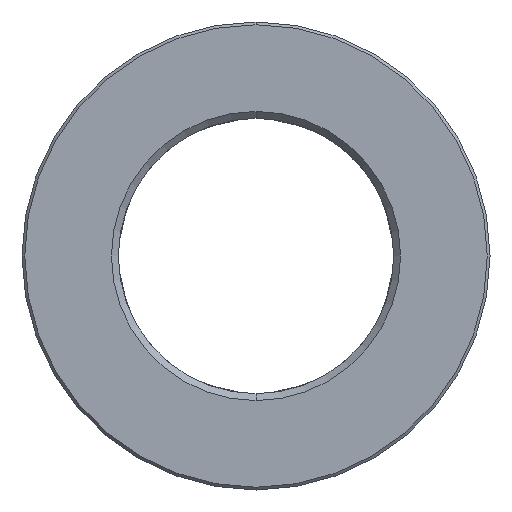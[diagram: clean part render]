
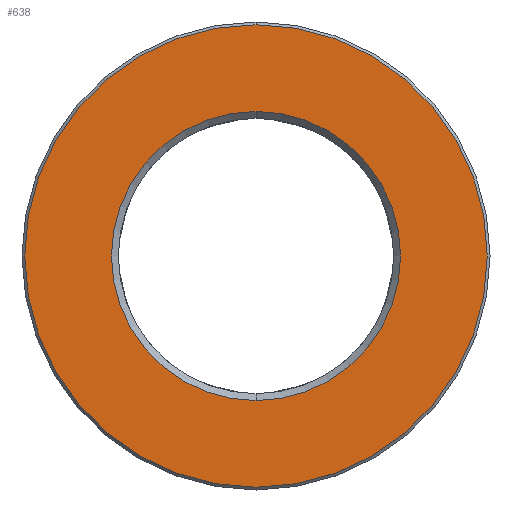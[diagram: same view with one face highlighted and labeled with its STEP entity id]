
A CAD part, front view. The second image highlights one B-rep face of the part: STEP entity #638.
In plain terms, the highlighted planar face has unit normal (0, -1, 0).
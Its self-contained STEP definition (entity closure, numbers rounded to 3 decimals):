
#78 = ORIENTED_EDGE ( 'NONE', *, *, #1328, .T. ) ;
#117 = FACE_BOUND ( 'NONE', #695, .T. ) ;
#192 = AXIS2_PLACEMENT_3D ( 'NONE', #1241, #817, #829 ) ;
#304 = CARTESIAN_POINT ( 'NONE',  ( 0., 0., 10.5 ) ) ;
#343 = AXIS2_PLACEMENT_3D ( 'NONE', #1041, #853, #1249 ) ;
#406 = CARTESIAN_POINT ( 'NONE',  ( 0., 0., -16.8 ) ) ;
#457 = EDGE_CURVE ( 'NONE', #1201, #879, #1171, .T. ) ;
#596 = VERTEX_POINT ( 'NONE', #1022 ) ;
#634 = AXIS2_PLACEMENT_3D ( 'NONE', #1264, #902, #1420 ) ;
#638 = ADVANCED_FACE ( 'NONE', ( #964, #117 ), #987, .F. ) ;
#695 = EDGE_LOOP ( 'NONE', ( #739, #779 ) ) ;
#739 = ORIENTED_EDGE ( 'NONE', *, *, #457, .T. ) ;
#779 = ORIENTED_EDGE ( 'NONE', *, *, #1200, .T. ) ;
#817 = DIRECTION ( 'NONE',  ( 0., -1., 0. ) ) ;
#829 = DIRECTION ( 'NONE',  ( 0., 0., 1. ) ) ;
#853 = DIRECTION ( 'NONE',  ( 0., -1., 0. ) ) ;
#876 = CARTESIAN_POINT ( 'NONE',  ( 10., 0., 0. ) ) ;
#879 = VERTEX_POINT ( 'NONE', #304 ) ;
#902 = DIRECTION ( 'NONE',  ( 0., 1., 0. ) ) ;
#923 = CIRCLE ( 'NONE', #192, 16.8 ) ;
#935 = DIRECTION ( 'NONE',  ( 0., 0., 1. ) ) ;
#955 = AXIS2_PLACEMENT_3D ( 'NONE', #876, #1476, #1577 ) ;
#964 = FACE_OUTER_BOUND ( 'NONE', #1252, .T. ) ;
#967 = ORIENTED_EDGE ( 'NONE', *, *, #1010, .T. ) ;
#976 = VERTEX_POINT ( 'NONE', #406 ) ;
#987 = PLANE ( 'NONE',  #955 ) ;
#1010 = EDGE_CURVE ( 'NONE', #976, #596, #923, .T. ) ;
#1018 = CARTESIAN_POINT ( 'NONE',  ( 0., 0., 0. ) ) ;
#1022 = CARTESIAN_POINT ( 'NONE',  ( 0., 0., 16.8 ) ) ;
#1029 = DIRECTION ( 'NONE',  ( 0., 1., 0. ) ) ;
#1037 = CIRCLE ( 'NONE', #634, 10.5 ) ;
#1041 = CARTESIAN_POINT ( 'NONE',  ( 0., 0., 0. ) ) ;
#1171 = CIRCLE ( 'NONE', #1491, 10.5 ) ;
#1200 = EDGE_CURVE ( 'NONE', #879, #1201, #1037, .T. ) ;
#1201 = VERTEX_POINT ( 'NONE', #1263 ) ;
#1241 = CARTESIAN_POINT ( 'NONE',  ( 0., 0., 0. ) ) ;
#1249 = DIRECTION ( 'NONE',  ( 0., 0., 1. ) ) ;
#1252 = EDGE_LOOP ( 'NONE', ( #78, #967 ) ) ;
#1263 = CARTESIAN_POINT ( 'NONE',  ( 0., 0., -10.5 ) ) ;
#1264 = CARTESIAN_POINT ( 'NONE',  ( 0., 0., 0. ) ) ;
#1310 = CIRCLE ( 'NONE', #343, 16.8 ) ;
#1328 = EDGE_CURVE ( 'NONE', #596, #976, #1310, .T. ) ;
#1420 = DIRECTION ( 'NONE',  ( 0., 0., 1. ) ) ;
#1476 = DIRECTION ( 'NONE',  ( 0., 1., 0. ) ) ;
#1491 = AXIS2_PLACEMENT_3D ( 'NONE', #1018, #1029, #935 ) ;
#1577 = DIRECTION ( 'NONE',  ( 0., 0., 1. ) ) ;
